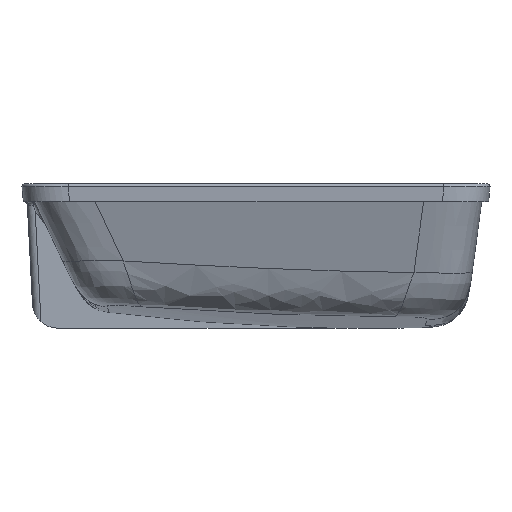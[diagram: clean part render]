
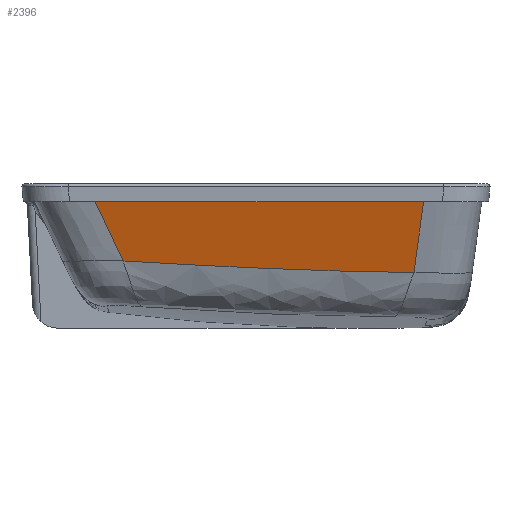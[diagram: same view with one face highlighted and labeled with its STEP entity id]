
A CAD part, front view. The second image highlights one B-rep face of the part: STEP entity #2396.
In plain terms, the highlighted planar face has unit normal (0, -0.958, -0.286).
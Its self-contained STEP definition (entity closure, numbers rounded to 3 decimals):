
#32=(
BOUNDED_CURVE()
B_SPLINE_CURVE(3,(#5674,#5675,#5676,#5677),.UNSPECIFIED.,.F.,.F.)
B_SPLINE_CURVE_WITH_KNOTS((4,4),(0.,81.318),
 .PIECEWISE_BEZIER_KNOTS.)
CURVE()
GEOMETRIC_REPRESENTATION_ITEM()
RATIONAL_B_SPLINE_CURVE((1.,1.,1.,1.))
REPRESENTATION_ITEM('')
);
#33=(
BOUNDED_CURVE()
B_SPLINE_CURVE(3,(#5684,#5685,#5686,#5687),.UNSPECIFIED.,.F.,.F.)
B_SPLINE_CURVE_WITH_KNOTS((4,4),(0.,75.298),
 .PIECEWISE_BEZIER_KNOTS.)
CURVE()
GEOMETRIC_REPRESENTATION_ITEM()
RATIONAL_B_SPLINE_CURVE((1.,1.,1.,1.))
REPRESENTATION_ITEM('')
);
#141=B_SPLINE_CURVE_WITH_KNOTS('',3,(#5658,#5659,#5660,#5661,#5662,#5663,
#5664,#5665,#5666,#5667,#5668,#5669,#5670,#5671,#5672),.UNSPECIFIED.,.F.,
 .F.,(4,1,1,1,1,1,1,1,1,1,1,1,4),(0.,0.125,0.25,0.375,0.438,0.469,0.5,
0.531,0.563,0.625,0.75,0.875,1.),.UNSPECIFIED.);
#142=B_SPLINE_CURVE_WITH_KNOTS('',3,(#5679,#5680,#5681,#5682),
 .UNSPECIFIED.,.F.,.F.,(4,4),(0.,78.193),
 .PIECEWISE_BEZIER_KNOTS.);
#509=ORIENTED_EDGE('',*,*,#1011,.T.);
#510=ORIENTED_EDGE('',*,*,#973,.T.);
#511=ORIENTED_EDGE('',*,*,#972,.T.);
#512=ORIENTED_EDGE('',*,*,#971,.T.);
#513=ORIENTED_EDGE('',*,*,#970,.T.);
#514=ORIENTED_EDGE('',*,*,#1012,.T.);
#515=ORIENTED_EDGE('',*,*,#1013,.T.);
#970=EDGE_CURVE('',#1247,#1246,#141,.T.);
#971=EDGE_CURVE('',#1248,#1247,#32,.T.);
#972=EDGE_CURVE('',#1249,#1248,#142,.T.);
#973=EDGE_CURVE('',#1245,#1249,#33,.T.);
#1011=EDGE_CURVE('',#1274,#1245,#1406,.T.);
#1012=EDGE_CURVE('',#1246,#1276,#1407,.T.);
#1013=EDGE_CURVE('',#1276,#1274,#1408,.T.);
#1245=VERTEX_POINT('',#5519);
#1246=VERTEX_POINT('',#5657);
#1247=VERTEX_POINT('',#5673);
#1248=VERTEX_POINT('',#5678);
#1249=VERTEX_POINT('',#5683);
#1274=VERTEX_POINT('',#6916);
#1276=VERTEX_POINT('',#6925);
#1406=LINE('',#6922,#1482);
#1407=LINE('',#6924,#1483);
#1408=LINE('',#6926,#1484);
#1482=VECTOR('',#2703,1000.);
#1483=VECTOR('',#2706,1000.);
#1484=VECTOR('',#2707,1000.);
#1559=EDGE_LOOP('',(#509,#510,#511,#512,#513,#514,#515));
#1650=FACE_BOUND('',#1559,.T.);
#1722=PLANE('',#2513);
#2396=ADVANCED_FACE('',(#1650),#1722,.T.);
#2513=AXIS2_PLACEMENT_3D('',#6923,#2704,#2705);
#2703=DIRECTION('',(0.412,0.261,-0.873));
#2704=DIRECTION('',(0.,-0.958,-0.286));
#2705=DIRECTION('',(0.,0.286,-0.958));
#2706=DIRECTION('',(0.13,-0.284,0.95));
#2707=DIRECTION('',(-1.,0.,0.));
#5519=CARTESIAN_POINT('',(-151.181,-223.572,67.732));
#5657=CARTESIAN_POINT('',(78.854,-220.83,58.56));
#5658=CARTESIAN_POINT('',(21.303,-221.178,59.723));
#5659=CARTESIAN_POINT('',(23.819,-221.156,59.651));
#5660=CARTESIAN_POINT('',(28.804,-221.115,59.514));
#5661=CARTESIAN_POINT('',(36.135,-221.059,59.326));
#5662=CARTESIAN_POINT('',(42.128,-221.017,59.185));
#5663=CARTESIAN_POINT('',(46.248,-220.99,59.094));
#5664=CARTESIAN_POINT('',(48.602,-220.975,59.044));
#5665=CARTESIAN_POINT('',(50.311,-220.964,59.009));
#5666=CARTESIAN_POINT('',(52.19,-220.953,58.971));
#5667=CARTESIAN_POINT('',(54.622,-220.939,58.923));
#5668=CARTESIAN_POINT('',(58.881,-220.915,58.843));
#5669=CARTESIAN_POINT('',(64.87,-220.885,58.742));
#5670=CARTESIAN_POINT('',(71.937,-220.854,58.639));
#5671=CARTESIAN_POINT('',(76.563,-220.837,58.584));
#5672=CARTESIAN_POINT('',(78.854,-220.83,58.56));
#5673=CARTESIAN_POINT('',(21.303,-221.178,59.723));
#5674=CARTESIAN_POINT('',(-36.223,-221.782,61.743));
#5675=CARTESIAN_POINT('',(-16.686,-221.539,60.93));
#5676=CARTESIAN_POINT('',(2.508,-221.337,60.257));
#5677=CARTESIAN_POINT('',(21.303,-221.178,59.723));
#5678=CARTESIAN_POINT('',(-36.223,-221.782,61.743));
#5679=CARTESIAN_POINT('',(-93.717,-222.595,64.464));
#5680=CARTESIAN_POINT('',(-74.194,-222.289,63.438));
#5681=CARTESIAN_POINT('',(-55.008,-222.015,62.524));
#5682=CARTESIAN_POINT('',(-36.223,-221.782,61.743));
#5683=CARTESIAN_POINT('',(-93.717,-222.595,64.464));
#5684=CARTESIAN_POINT('',(-151.181,-223.572,67.732));
#5685=CARTESIAN_POINT('',(-131.695,-223.217,66.544));
#5686=CARTESIAN_POINT('',(-112.517,-222.89,65.451));
#5687=CARTESIAN_POINT('',(-93.717,-222.595,64.464));
#6916=CARTESIAN_POINT('',(-173.31,-237.595,114.643));
#6922=CARTESIAN_POINT('',(-161.741,-230.263,90.117));
#6923=CARTESIAN_POINT('',(-229.92,-240.812,125.406));
#6924=CARTESIAN_POINT('',(82.549,-228.892,85.531));
#6925=CARTESIAN_POINT('',(86.537,-237.595,114.643));
#6926=CARTESIAN_POINT('',(-229.92,-237.595,114.643));
